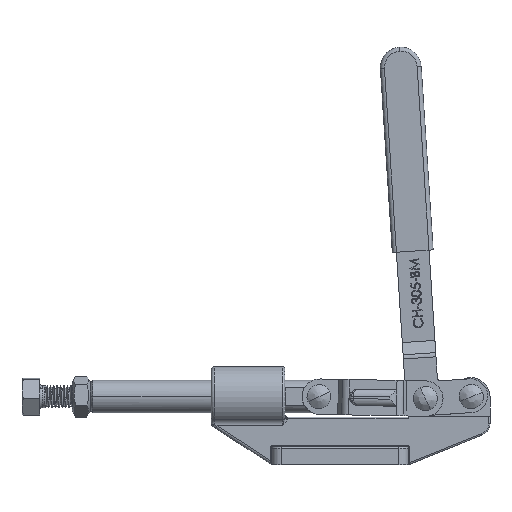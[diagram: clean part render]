
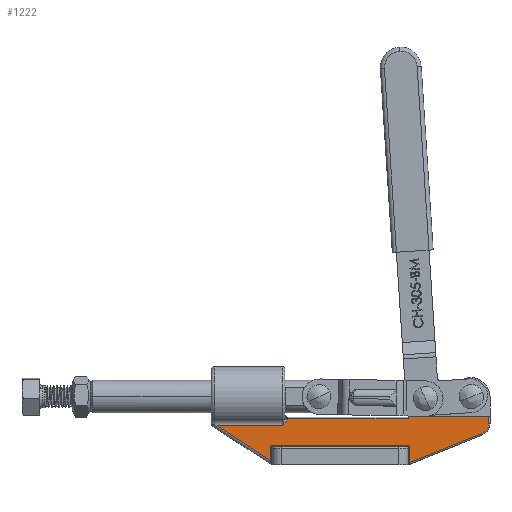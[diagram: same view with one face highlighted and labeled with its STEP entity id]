
A CAD part, front view. The second image highlights one B-rep face of the part: STEP entity #1222.
In plain terms, the highlighted planar face has unit normal (0, -1, 0).
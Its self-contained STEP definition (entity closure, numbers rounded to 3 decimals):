
#133 = CIRCLE ( 'NONE', #2727, 1. ) ;
#208 = EDGE_CURVE ( 'NONE', #14955, #25288, #18058, .T. ) ;
#343 = B_SPLINE_CURVE_WITH_KNOTS ( 'NONE', 3,
 ( #16174, #32661, #21696, #5285 ),
 .UNSPECIFIED., .F., .F.,
 ( 4, 4 ),
 ( 0., 0. ),
 .UNSPECIFIED. ) ;
#634 = LINE ( 'NONE', #2248, #7093 ) ;
#1063 = ORIENTED_EDGE ( 'NONE', *, *, #23091, .T. ) ;
#1222 = ADVANCED_FACE ( 'NONE', ( #30036 ), #15928, .F. ) ;
#1684 = VERTEX_POINT ( 'NONE', #32053 ) ;
#1952 = VERTEX_POINT ( 'NONE', #33599 ) ;
#2248 = CARTESIAN_POINT ( 'NONE',  ( 79.5, 18., 33. ) ) ;
#2254 = DIRECTION ( 'NONE',  ( 0., 1., 0. ) ) ;
#2433 = EDGE_CURVE ( 'NONE', #27459, #13448, #12378, .T. ) ;
#2632 = CARTESIAN_POINT ( 'NONE',  ( 49.5, 18., 6.1 ) ) ;
#2727 = AXIS2_PLACEMENT_3D ( 'NONE', #7412, #26583, #10144 ) ;
#2960 = DIRECTION ( 'NONE',  ( -1., 0., 0. ) ) ;
#3629 = EDGE_CURVE ( 'NONE', #20377, #14955, #20043, .T. ) ;
#3892 = CARTESIAN_POINT ( 'NONE',  ( 3.781, 18., 14.276 ) ) ;
#4017 = DIRECTION ( 'NONE',  ( 0.839, 0., -0.545 ) ) ;
#4059 = CARTESIAN_POINT ( 'NONE',  ( 4.649, 18., 15.182 ) ) ;
#4426 = DIRECTION ( 'NONE',  ( 0., 0., 1. ) ) ;
#4756 = VECTOR ( 'NONE', #2960, 1000. ) ;
#4954 = AXIS2_PLACEMENT_3D ( 'NONE', #21335, #2254, #21456 ) ;
#5032 = DIRECTION ( 'NONE',  ( 0., 0., 1. ) ) ;
#5078 = CARTESIAN_POINT ( 'NONE',  ( 49.5, 18., 7.1 ) ) ;
#5087 = CIRCLE ( 'NONE', #29796, 1. ) ;
#5112 = ORIENTED_EDGE ( 'NONE', *, *, #20996, .T. ) ;
#5285 = CARTESIAN_POINT ( 'NONE',  ( 5.573, 18., 16.659 ) ) ;
#5403 = DIRECTION ( 'NONE',  ( 0., 0., 1. ) ) ;
#5614 = LINE ( 'NONE', #16758, #4756 ) ;
#6056 = VECTOR ( 'NONE', #4426, 1000. ) ;
#6403 = CARTESIAN_POINT ( 'NONE',  ( -20.147, 18., 14.276 ) ) ;
#6591 = CARTESIAN_POINT ( 'NONE',  ( 25., 18., 17.8 ) ) ;
#6837 = CARTESIAN_POINT ( 'NONE',  ( 4.136, 18., 14.631 ) ) ;
#7093 = VECTOR ( 'NONE', #5032, 1000. ) ;
#7120 = LINE ( 'NONE', #33897, #20842 ) ;
#7133 = EDGE_CURVE ( 'NONE', #16611, #29844, #5087, .T. ) ;
#7290 = VERTEX_POINT ( 'NONE', #19537 ) ;
#7412 = CARTESIAN_POINT ( 'NONE',  ( 0.5, 18., 6.1 ) ) ;
#7937 = LINE ( 'NONE', #32439, #13502 ) ;
#8182 = ORIENTED_EDGE ( 'NONE', *, *, #10284, .T. ) ;
#8282 = CARTESIAN_POINT ( 'NONE',  ( -0.5, 18., 6.1 ) ) ;
#8346 = CARTESIAN_POINT ( 'NONE',  ( 49.5, 18., 7.1 ) ) ;
#8415 = ORIENTED_EDGE ( 'NONE', *, *, #10531, .T. ) ;
#9101 = VERTEX_POINT ( 'NONE', #25421 ) ;
#9242 = LINE ( 'NONE', #34258, #15660 ) ;
#9391 = VERTEX_POINT ( 'NONE', #21449 ) ;
#9527 = DIRECTION ( 'NONE',  ( 0.927, 0., 0.375 ) ) ;
#9591 = CARTESIAN_POINT ( 'NONE',  ( 3.781, 18., 14.276 ) ) ;
#10144 = DIRECTION ( 'NONE',  ( 0., 0., 1. ) ) ;
#10168 = EDGE_LOOP ( 'NONE', ( #18707, #19959, #8182, #8415, #16278, #31554, #21297, #28837, #5112, #10654, #33733, #23903, #26552, #20849, #1063 ) ) ;
#10228 = VECTOR ( 'NONE', #12093, 1000. ) ;
#10284 = EDGE_CURVE ( 'NONE', #25288, #7290, #133, .T. ) ;
#10531 = EDGE_CURVE ( 'NONE', #7290, #16611, #17737, .T. ) ;
#10654 = ORIENTED_EDGE ( 'NONE', *, *, #15715, .F. ) ;
#11561 = VERTEX_POINT ( 'NONE', #15642 ) ;
#12093 = DIRECTION ( 'NONE',  ( 1., 0., 0. ) ) ;
#12378 = LINE ( 'NONE', #24995, #26965 ) ;
#12388 = VERTEX_POINT ( 'NONE', #3892 ) ;
#12744 = VECTOR ( 'NONE', #4017, 1000. ) ;
#13448 = VERTEX_POINT ( 'NONE', #15542 ) ;
#13502 = VECTOR ( 'NONE', #29666, 1000. ) ;
#14938 = CARTESIAN_POINT ( 'NONE',  ( -14.529, 18., 10.628 ) ) ;
#14955 = VERTEX_POINT ( 'NONE', #15964 ) ;
#14980 = CARTESIAN_POINT ( 'NONE',  ( 5.393, 18., 16.187 ) ) ;
#15336 = VERTEX_POINT ( 'NONE', #18356 ) ;
#15542 = CARTESIAN_POINT ( 'NONE',  ( 50., 18., 17.8 ) ) ;
#15642 = CARTESIAN_POINT ( 'NONE',  ( 79.5, 18., 15.156 ) ) ;
#15660 = VECTOR ( 'NONE', #9527, 1000. ) ;
#15715 = EDGE_CURVE ( 'NONE', #13448, #1952, #17528, .T. ) ;
#15928 = PLANE ( 'NONE',  #4954 ) ;
#15964 = CARTESIAN_POINT ( 'NONE',  ( -0.5, 18., 1.517 ) ) ;
#16174 = CARTESIAN_POINT ( 'NONE',  ( 5.663, 18., 16.936 ) ) ;
#16278 = ORIENTED_EDGE ( 'NONE', *, *, #7133, .T. ) ;
#16313 = DIRECTION ( 'NONE',  ( 0., -1., 0. ) ) ;
#16611 = VERTEX_POINT ( 'NONE', #5078 ) ;
#16758 = CARTESIAN_POINT ( 'NONE',  ( 0., 18., 14.276 ) ) ;
#17528 = LINE ( 'NONE', #6591, #10228 ) ;
#17737 = LINE ( 'NONE', #8346, #31498 ) ;
#18058 = LINE ( 'NONE', #8282, #6056 ) ;
#18356 = CARTESIAN_POINT ( 'NONE',  ( 5.663, 18., 16.936 ) ) ;
#18671 = CIRCLE ( 'NONE', #23392, 4. ) ;
#18707 = ORIENTED_EDGE ( 'NONE', *, *, #3629, .T. ) ;
#19537 = CARTESIAN_POINT ( 'NONE',  ( 0.5, 18., 7.1 ) ) ;
#19959 = ORIENTED_EDGE ( 'NONE', *, *, #208, .T. ) ;
#20043 = LINE ( 'NONE', #14938, #12744 ) ;
#20189 = DIRECTION ( 'NONE',  ( 0., 0., -1. ) ) ;
#20220 = EDGE_CURVE ( 'NONE', #29844, #9101, #7120, .T. ) ;
#20377 = VERTEX_POINT ( 'NONE', #6403 ) ;
#20482 = EDGE_CURVE ( 'NONE', #9101, #9391, #9242, .T. ) ;
#20497 = CARTESIAN_POINT ( 'NONE',  ( 5.123, 18., 15.768 ) ) ;
#20742 = EDGE_CURVE ( 'NONE', #9391, #11561, #18671, .T. ) ;
#20842 = VECTOR ( 'NONE', #20189, 1000. ) ;
#20849 = ORIENTED_EDGE ( 'NONE', *, *, #24666, .T. ) ;
#20996 = EDGE_CURVE ( 'NONE', #11561, #1952, #634, .T. ) ;
#21297 = ORIENTED_EDGE ( 'NONE', *, *, #20482, .T. ) ;
#21335 = CARTESIAN_POINT ( 'NONE',  ( 0., 18., 33. ) ) ;
#21449 = CARTESIAN_POINT ( 'NONE',  ( 76.998, 18., 11.447 ) ) ;
#21456 = DIRECTION ( 'NONE',  ( 0., 0., 1. ) ) ;
#21616 = CARTESIAN_POINT ( 'NONE',  ( 50.5, 18., 6.1 ) ) ;
#21696 = CARTESIAN_POINT ( 'NONE',  ( 5.607, 18., 16.75 ) ) ;
#21825 = DIRECTION ( 'NONE',  ( 0., 1., 0. ) ) ;
#23091 = EDGE_CURVE ( 'NONE', #12388, #20377, #5614, .T. ) ;
#23247 = CARTESIAN_POINT ( 'NONE',  ( 4.481, 18., 14.995 ) ) ;
#23392 = AXIS2_PLACEMENT_3D ( 'NONE', #32783, #16313, #35542 ) ;
#23903 = ORIENTED_EDGE ( 'NONE', *, *, #27833, .T. ) ;
#24421 = EDGE_CURVE ( 'NONE', #15336, #1684, #343, .T. ) ;
#24666 = EDGE_CURVE ( 'NONE', #1684, #12388, #26954, .T. ) ;
#24768 = DIRECTION ( 'NONE',  ( 1., 0., 0. ) ) ;
#24995 = CARTESIAN_POINT ( 'NONE',  ( 50., 18., 18.287 ) ) ;
#25288 = VERTEX_POINT ( 'NONE', #30382 ) ;
#25421 = CARTESIAN_POINT ( 'NONE',  ( 50.5, 18., 0.741 ) ) ;
#25992 = CARTESIAN_POINT ( 'NONE',  ( 3.96, 18., 14.455 ) ) ;
#26552 = ORIENTED_EDGE ( 'NONE', *, *, #24421, .T. ) ;
#26583 = DIRECTION ( 'NONE',  ( 0., 1., 0. ) ) ;
#26954 = B_SPLINE_CURVE_WITH_KNOTS ( 'NONE', 3,
 ( #34206, #14980, #20497, #4059, #23247, #6837, #25992, #9591 ),
 .UNSPECIFIED., .F., .F.,
 ( 4, 2, 2, 4 ),
 ( 0., 0.002, 0.002, 0.003 ),
 .UNSPECIFIED. ) ;
#26965 = VECTOR ( 'NONE', #30664, 1000. ) ;
#27459 = VERTEX_POINT ( 'NONE', #31042 ) ;
#27833 = EDGE_CURVE ( 'NONE', #27459, #15336, #7937, .T. ) ;
#28837 = ORIENTED_EDGE ( 'NONE', *, *, #20742, .T. ) ;
#29666 = DIRECTION ( 'NONE',  ( -1., 0., 0. ) ) ;
#29796 = AXIS2_PLACEMENT_3D ( 'NONE', #2632, #21825, #5403 ) ;
#29844 = VERTEX_POINT ( 'NONE', #21616 ) ;
#30036 = FACE_OUTER_BOUND ( 'NONE', #10168, .T. ) ;
#30382 = CARTESIAN_POINT ( 'NONE',  ( -0.5, 18., 6.1 ) ) ;
#30664 = DIRECTION ( 'NONE',  ( 0., 0., 1. ) ) ;
#31042 = CARTESIAN_POINT ( 'NONE',  ( 50., 18., 16.936 ) ) ;
#31498 = VECTOR ( 'NONE', #24768, 1000. ) ;
#31554 = ORIENTED_EDGE ( 'NONE', *, *, #20220, .T. ) ;
#32053 = CARTESIAN_POINT ( 'NONE',  ( 5.573, 18., 16.659 ) ) ;
#32439 = CARTESIAN_POINT ( 'NONE',  ( 0., 18., 16.936 ) ) ;
#32661 = CARTESIAN_POINT ( 'NONE',  ( 5.637, 18., 16.843 ) ) ;
#32783 = CARTESIAN_POINT ( 'NONE',  ( 75.5, 18., 15.156 ) ) ;
#33599 = CARTESIAN_POINT ( 'NONE',  ( 79.5, 18., 17.8 ) ) ;
#33733 = ORIENTED_EDGE ( 'NONE', *, *, #2433, .F. ) ;
#33897 = CARTESIAN_POINT ( 'NONE',  ( 50.5, 18., 0.539 ) ) ;
#34206 = CARTESIAN_POINT ( 'NONE',  ( 5.573, 18., 16.659 ) ) ;
#34258 = CARTESIAN_POINT ( 'NONE',  ( 18.291, 18., -12.272 ) ) ;
#35542 = DIRECTION ( 'NONE',  ( 0., 0., 1. ) ) ;
